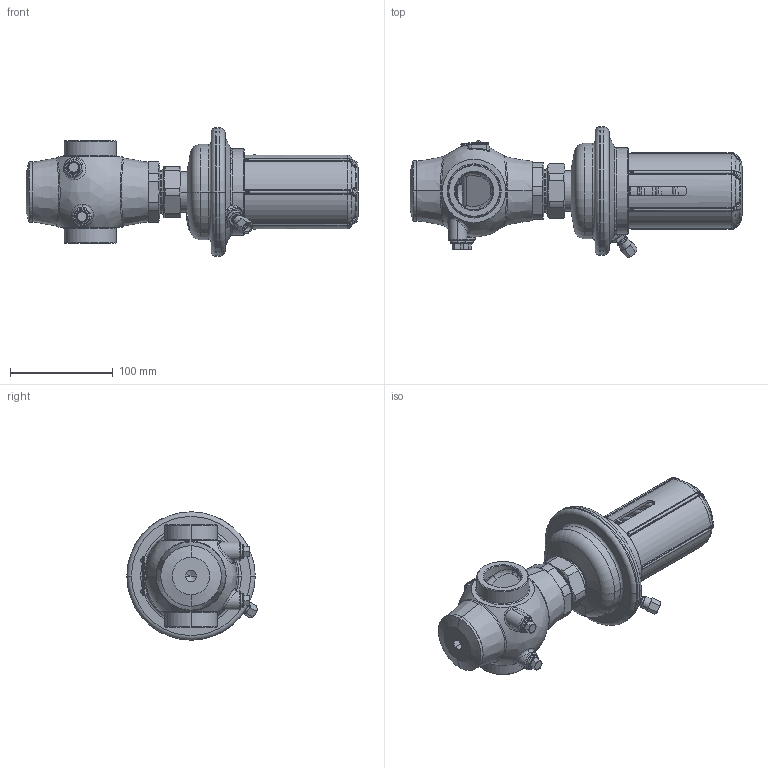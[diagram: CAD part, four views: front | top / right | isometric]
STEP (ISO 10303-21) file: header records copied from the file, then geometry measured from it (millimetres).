
FILE_DESCRIPTION((''),'2;1');
FILE_NAME('003H6288','2015-02-24T',('u317927'),('Danfoss'),'PRO/ENGINEER BY PARAMETRIC TECHNOLOGY CORPORATION, 2014000','PRO/ENGINEER BY PARAMETRIC TECHNOLOGY CORPORATION, 2014000','');
FILE_SCHEMA(('CONFIG_CONTROL_DESIGN'));
Products named in the file (1): 003H6288
Bounding box: 323.7 x 127.07 x 125.18 mm (x, y, z)
Volume: 737091.5 mm3; surface area: 268486.3 mm2
Topology: 2 solids, 2 shells, 1384 faces, 3201 edges, 1885 vertices
Faces by surface type: plane 347, cylinder 337, bspline 254, cone 223, torus 205, sphere 18
Entity records: 56893 total; most frequent: CARTESIAN_POINT 27078, ORIENTED_EDGE 6374, DIRECTION 6118, EDGE_CURVE 3187, AXIS2_PLACEMENT_3D 2613, VERTEX_POINT 1885, EDGE_LOOP 1496, CIRCLE 1483
